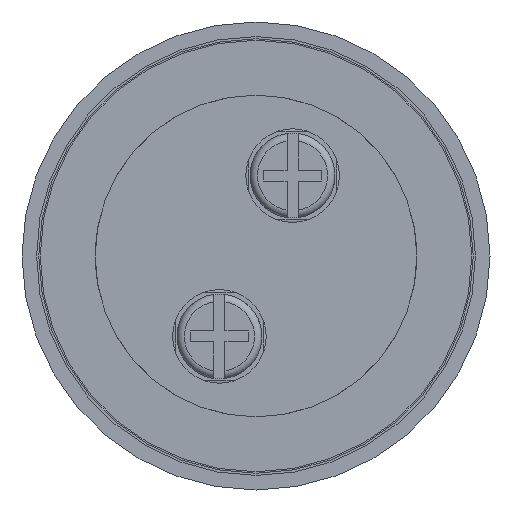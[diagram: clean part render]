
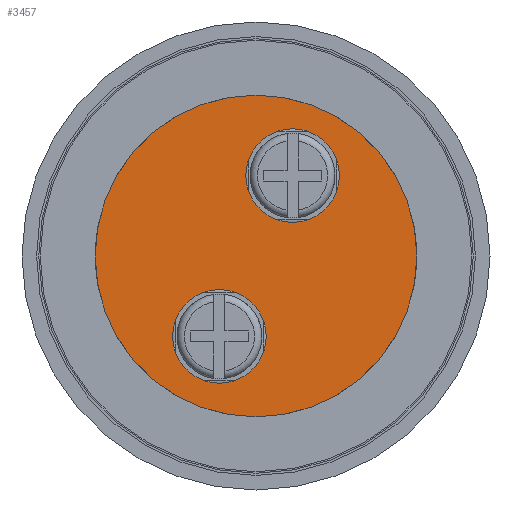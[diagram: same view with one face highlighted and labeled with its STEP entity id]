
A CAD part, front view. The second image highlights one B-rep face of the part: STEP entity #3457.
In plain terms, the highlighted planar face has unit normal (0, -1, 0).
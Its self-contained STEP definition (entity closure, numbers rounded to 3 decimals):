
#70 = FACE_BOUND ( 'NONE', #331, .T. ) ;
#136 = DIRECTION ( 'NONE',  ( 0., -1., 0. ) ) ;
#167 = FACE_BOUND ( 'NONE', #1711, .T. ) ;
#172 = EDGE_CURVE ( 'NONE', #2353, #1373, #1053, .T. ) ;
#286 = EDGE_CURVE ( 'NONE', #3561, #947, #1868, .T. ) ;
#331 = EDGE_LOOP ( 'NONE', ( #3510, #517 ) ) ;
#385 = ORIENTED_EDGE ( 'NONE', *, *, #286, .F. ) ;
#389 = DIRECTION ( 'NONE',  ( 0., -1., 0. ) ) ;
#430 = CARTESIAN_POINT ( 'NONE',  ( 2.5, -32., 5.5 ) ) ;
#517 = ORIENTED_EDGE ( 'NONE', *, *, #3622, .F. ) ;
#548 = EDGE_CURVE ( 'NONE', #2390, #3643, #2421, .T. ) ;
#737 = DIRECTION ( 'NONE',  ( 0., 0., -1. ) ) ;
#821 = AXIS2_PLACEMENT_3D ( 'NONE', #1736, #3797, #2029 ) ;
#842 = CARTESIAN_POINT ( 'NONE',  ( -2.5, -32., -2.3 ) ) ;
#947 = VERTEX_POINT ( 'NONE', #2263 ) ;
#978 = AXIS2_PLACEMENT_3D ( 'NONE', #2149, #389, #2451 ) ;
#1012 = DIRECTION ( 'NONE',  ( 0., -1., 0. ) ) ;
#1053 = CIRCLE ( 'NONE', #1425, 3.2 ) ;
#1111 = ORIENTED_EDGE ( 'NONE', *, *, #548, .T. ) ;
#1137 = CARTESIAN_POINT ( 'NONE',  ( 0., -32., -11. ) ) ;
#1194 = DIRECTION ( 'NONE',  ( 0., -1., 0. ) ) ;
#1373 = VERTEX_POINT ( 'NONE', #3779 ) ;
#1415 = AXIS2_PLACEMENT_3D ( 'NONE', #1886, #136, #2180 ) ;
#1425 = AXIS2_PLACEMENT_3D ( 'NONE', #430, #2497, #737 ) ;
#1623 = FACE_OUTER_BOUND ( 'NONE', #3765, .T. ) ;
#1661 = DIRECTION ( 'NONE',  ( 0., -1., 0. ) ) ;
#1711 = EDGE_LOOP ( 'NONE', ( #1833, #385 ) ) ;
#1736 = CARTESIAN_POINT ( 'NONE',  ( 2.5, -32., 5.5 ) ) ;
#1833 = ORIENTED_EDGE ( 'NONE', *, *, #3131, .F. ) ;
#1858 = CARTESIAN_POINT ( 'NONE',  ( 2.5, -32., 2.3 ) ) ;
#1868 = CIRCLE ( 'NONE', #978, 3.2 ) ;
#1886 = CARTESIAN_POINT ( 'NONE',  ( -2.5, -32., -5.5 ) ) ;
#2029 = DIRECTION ( 'NONE',  ( 0., 0., -1. ) ) ;
#2032 = AXIS2_PLACEMENT_3D ( 'NONE', #2774, #1012, #3070 ) ;
#2149 = CARTESIAN_POINT ( 'NONE',  ( -2.5, -32., -5.5 ) ) ;
#2180 = DIRECTION ( 'NONE',  ( 0., 0., -1. ) ) ;
#2233 = CIRCLE ( 'NONE', #2032, 11. ) ;
#2237 = PLANE ( 'NONE',  #2656 ) ;
#2262 = AXIS2_PLACEMENT_3D ( 'NONE', #2974, #1194, #3261 ) ;
#2263 = CARTESIAN_POINT ( 'NONE',  ( -2.5, -32., -8.7 ) ) ;
#2353 = VERTEX_POINT ( 'NONE', #1858 ) ;
#2379 = EDGE_CURVE ( 'NONE', #3643, #2390, #2233, .T. ) ;
#2390 = VERTEX_POINT ( 'NONE', #3658 ) ;
#2421 = CIRCLE ( 'NONE', #2262, 11. ) ;
#2451 = DIRECTION ( 'NONE',  ( 0., 0., -1. ) ) ;
#2497 = DIRECTION ( 'NONE',  ( 0., -1., 0. ) ) ;
#2656 = AXIS2_PLACEMENT_3D ( 'NONE', #3430, #1661, #3729 ) ;
#2771 = ORIENTED_EDGE ( 'NONE', *, *, #2379, .T. ) ;
#2774 = CARTESIAN_POINT ( 'NONE',  ( 0., -32., 0. ) ) ;
#2795 = CIRCLE ( 'NONE', #1415, 3.2 ) ;
#2974 = CARTESIAN_POINT ( 'NONE',  ( 0., -32., 0. ) ) ;
#3070 = DIRECTION ( 'NONE',  ( 0., 0., -1. ) ) ;
#3131 = EDGE_CURVE ( 'NONE', #947, #3561, #2795, .T. ) ;
#3261 = DIRECTION ( 'NONE',  ( 0., 0., -1. ) ) ;
#3429 = CIRCLE ( 'NONE', #821, 3.2 ) ;
#3430 = CARTESIAN_POINT ( 'NONE',  ( 0., -32., 0. ) ) ;
#3457 = ADVANCED_FACE ( 'NONE', ( #70, #167, #1623 ), #2237, .T. ) ;
#3510 = ORIENTED_EDGE ( 'NONE', *, *, #172, .F. ) ;
#3561 = VERTEX_POINT ( 'NONE', #842 ) ;
#3622 = EDGE_CURVE ( 'NONE', #1373, #2353, #3429, .T. ) ;
#3643 = VERTEX_POINT ( 'NONE', #1137 ) ;
#3658 = CARTESIAN_POINT ( 'NONE',  ( 0., -32., 11. ) ) ;
#3729 = DIRECTION ( 'NONE',  ( 0., 0., -1. ) ) ;
#3765 = EDGE_LOOP ( 'NONE', ( #1111, #2771 ) ) ;
#3779 = CARTESIAN_POINT ( 'NONE',  ( 2.5, -32., 8.7 ) ) ;
#3797 = DIRECTION ( 'NONE',  ( 0., -1., 0. ) ) ;
